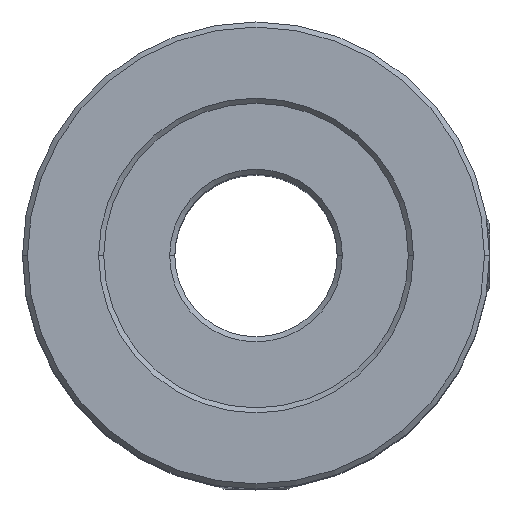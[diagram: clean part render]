
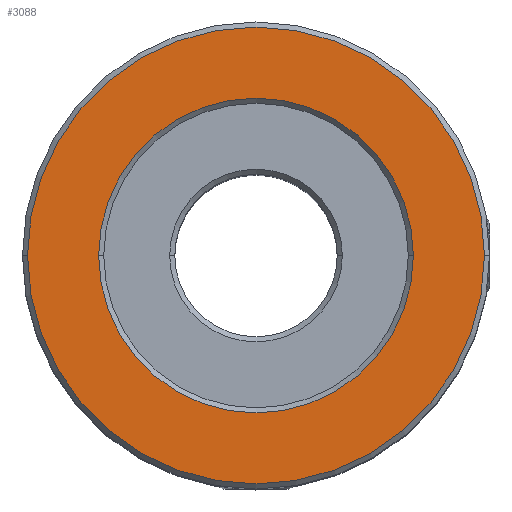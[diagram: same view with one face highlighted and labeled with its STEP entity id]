
A CAD part, top view. The second image highlights one B-rep face of the part: STEP entity #3088.
In plain terms, the highlighted planar face has unit normal (0, 0, 1).
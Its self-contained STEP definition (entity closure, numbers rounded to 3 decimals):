
#110 = DIRECTION ( 'NONE',  ( 1., 0., 0. ) ) ;
#193 = CARTESIAN_POINT ( 'NONE',  ( 0., 0., 27. ) ) ;
#370 = CARTESIAN_POINT ( 'NONE',  ( 0., 0., 27. ) ) ;
#616 = AXIS2_PLACEMENT_3D ( 'NONE', #2810, #3168, #2722 ) ;
#985 = ORIENTED_EDGE ( 'NONE', *, *, #2947, .T. ) ;
#1002 = DIRECTION ( 'NONE',  ( 0., 0., 1. ) ) ;
#1015 = CARTESIAN_POINT ( 'NONE',  ( -7.75, 0., 27. ) ) ;
#1083 = CARTESIAN_POINT ( 'NONE',  ( 0., 0., 27. ) ) ;
#1244 = DIRECTION ( 'NONE',  ( 0., 0., -1. ) ) ;
#1253 = AXIS2_PLACEMENT_3D ( 'NONE', #370, #1244, #110 ) ;
#1255 = EDGE_CURVE ( 'NONE', #3366, #1704, #3634, .T. ) ;
#1395 = EDGE_CURVE ( 'NONE', #1993, #2110, #3326, .T. ) ;
#1405 = CARTESIAN_POINT ( 'NONE',  ( 11.25, 0., 27. ) ) ;
#1453 = DIRECTION ( 'NONE',  ( 1., 0., 0. ) ) ;
#1568 = PLANE ( 'NONE',  #1999 ) ;
#1634 = DIRECTION ( 'NONE',  ( 1., 0., 0. ) ) ;
#1704 = VERTEX_POINT ( 'NONE', #2051 ) ;
#1841 = CIRCLE ( 'NONE', #616, 11.25 ) ;
#1993 = VERTEX_POINT ( 'NONE', #4179 ) ;
#1999 = AXIS2_PLACEMENT_3D ( 'NONE', #193, #3786, #1634 ) ;
#2051 = CARTESIAN_POINT ( 'NONE',  ( -11.25, 0., 27. ) ) ;
#2110 = VERTEX_POINT ( 'NONE', #1015 ) ;
#2446 = DIRECTION ( 'NONE',  ( 1., 0., 0. ) ) ;
#2472 = AXIS2_PLACEMENT_3D ( 'NONE', #2942, #3346, #1453 ) ;
#2608 = EDGE_LOOP ( 'NONE', ( #3335, #985 ) ) ;
#2679 = FACE_OUTER_BOUND ( 'NONE', #4186, .T. ) ;
#2722 = DIRECTION ( 'NONE',  ( 1., 0., 0. ) ) ;
#2776 = ORIENTED_EDGE ( 'NONE', *, *, #1255, .T. ) ;
#2810 = CARTESIAN_POINT ( 'NONE',  ( 0., 0., 27. ) ) ;
#2942 = CARTESIAN_POINT ( 'NONE',  ( 0., 0., 27. ) ) ;
#2947 = EDGE_CURVE ( 'NONE', #2110, #1993, #4470, .T. ) ;
#2960 = ORIENTED_EDGE ( 'NONE', *, *, #4514, .T. ) ;
#3088 = ADVANCED_FACE ( 'NONE', ( #3402, #2679 ), #1568, .T. ) ;
#3168 = DIRECTION ( 'NONE',  ( 0., 0., 1. ) ) ;
#3326 = CIRCLE ( 'NONE', #2472, 7.75 ) ;
#3335 = ORIENTED_EDGE ( 'NONE', *, *, #1395, .T. ) ;
#3346 = DIRECTION ( 'NONE',  ( 0., 0., -1. ) ) ;
#3366 = VERTEX_POINT ( 'NONE', #1405 ) ;
#3402 = FACE_BOUND ( 'NONE', #2608, .T. ) ;
#3634 = CIRCLE ( 'NONE', #4099, 11.25 ) ;
#3786 = DIRECTION ( 'NONE',  ( 0., 0., 1. ) ) ;
#4099 = AXIS2_PLACEMENT_3D ( 'NONE', #1083, #1002, #2446 ) ;
#4179 = CARTESIAN_POINT ( 'NONE',  ( 7.75, 0., 27. ) ) ;
#4186 = EDGE_LOOP ( 'NONE', ( #2960, #2776 ) ) ;
#4470 = CIRCLE ( 'NONE', #1253, 7.75 ) ;
#4514 = EDGE_CURVE ( 'NONE', #1704, #3366, #1841, .T. ) ;
